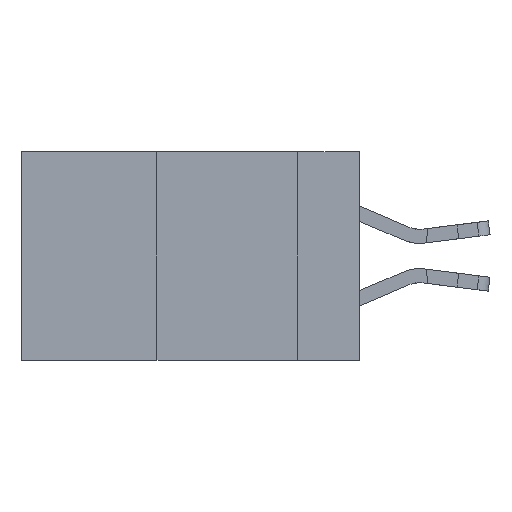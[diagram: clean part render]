
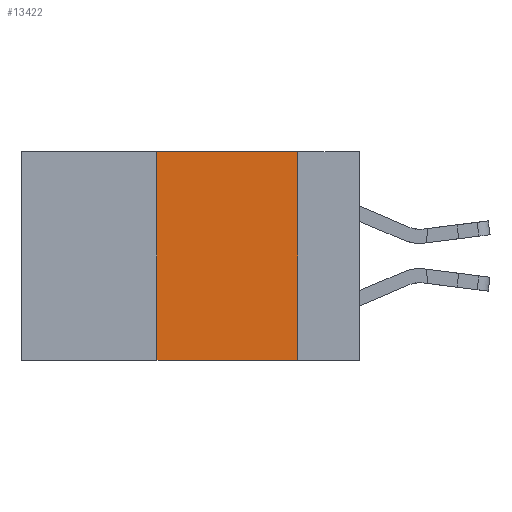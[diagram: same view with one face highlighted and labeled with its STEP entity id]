
A CAD part, left-side view. The second image highlights one B-rep face of the part: STEP entity #13422.
In plain terms, the highlighted planar face has unit normal (-1, 0, 0).
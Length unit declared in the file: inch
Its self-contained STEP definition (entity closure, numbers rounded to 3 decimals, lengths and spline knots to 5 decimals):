
#295 = DIRECTION ( 'NONE',  ( 0., 0., -1. ) ) ;
#540 = CARTESIAN_POINT ( 'NONE',  ( 0., 0.6, 0. ) ) ;
#1058 = VECTOR ( 'NONE', #15438, 39.37008 ) ;
#1267 = EDGE_CURVE ( 'NONE', #10193, #25250, #14423, .T. ) ;
#1541 = LINE ( 'NONE', #540, #4433 ) ;
#2593 = CARTESIAN_POINT ( 'NONE',  ( 0., 0.6, 0. ) ) ;
#3689 = ORIENTED_EDGE ( 'NONE', *, *, #14677, .F. ) ;
#4235 = CARTESIAN_POINT ( 'NONE',  ( 0., 0.11, 0. ) ) ;
#4433 = VECTOR ( 'NONE', #23475, 39.37008 ) ;
#5151 = LINE ( 'NONE', #12899, #26627 ) ;
#7703 = VERTEX_POINT ( 'NONE', #11004 ) ;
#8627 = EDGE_CURVE ( 'NONE', #10193, #7703, #5151, .T. ) ;
#9141 = CARTESIAN_POINT ( 'NONE',  ( 0., 0.11, -0.37 ) ) ;
#9365 = ORIENTED_EDGE ( 'NONE', *, *, #11690, .F. ) ;
#9519 = DIRECTION ( 'NONE',  ( 0., -1., 0. ) ) ;
#10193 = VERTEX_POINT ( 'NONE', #19475 ) ;
#11004 = CARTESIAN_POINT ( 'NONE',  ( 0., 0.36, 0. ) ) ;
#11100 = DIRECTION ( 'NONE',  ( 0., 0., 1. ) ) ;
#11690 = EDGE_CURVE ( 'NONE', #19009, #25250, #13076, .T. ) ;
#12899 = CARTESIAN_POINT ( 'NONE',  ( 0., 0.36, 0. ) ) ;
#13076 = LINE ( 'NONE', #19565, #1058 ) ;
#13422 = ADVANCED_FACE ( 'NONE', ( #22804 ), #25389, .F. ) ;
#14423 = LINE ( 'NONE', #22106, #15060 ) ;
#14677 = EDGE_CURVE ( 'NONE', #7703, #19009, #1541, .T. ) ;
#15060 = VECTOR ( 'NONE', #9519, 39.37008 ) ;
#15438 = DIRECTION ( 'NONE',  ( 0., 0., -1. ) ) ;
#16819 = AXIS2_PLACEMENT_3D ( 'NONE', #2593, #23319, #295 ) ;
#17835 = ORIENTED_EDGE ( 'NONE', *, *, #8627, .F. ) ;
#18930 = EDGE_LOOP ( 'NONE', ( #9365, #3689, #17835, #26860 ) ) ;
#19009 = VERTEX_POINT ( 'NONE', #4235 ) ;
#19475 = CARTESIAN_POINT ( 'NONE',  ( 0., 0.36, -0.37 ) ) ;
#19565 = CARTESIAN_POINT ( 'NONE',  ( 0., 0.11, 0. ) ) ;
#22106 = CARTESIAN_POINT ( 'NONE',  ( 0., 0.6, -0.37 ) ) ;
#22804 = FACE_OUTER_BOUND ( 'NONE', #18930, .T. ) ;
#23319 = DIRECTION ( 'NONE',  ( 1., 0., 0. ) ) ;
#23475 = DIRECTION ( 'NONE',  ( 0., -1., 0. ) ) ;
#25250 = VERTEX_POINT ( 'NONE', #9141 ) ;
#25389 = PLANE ( 'NONE',  #16819 ) ;
#26627 = VECTOR ( 'NONE', #11100, 39.37008 ) ;
#26860 = ORIENTED_EDGE ( 'NONE', *, *, #1267, .T. ) ;
